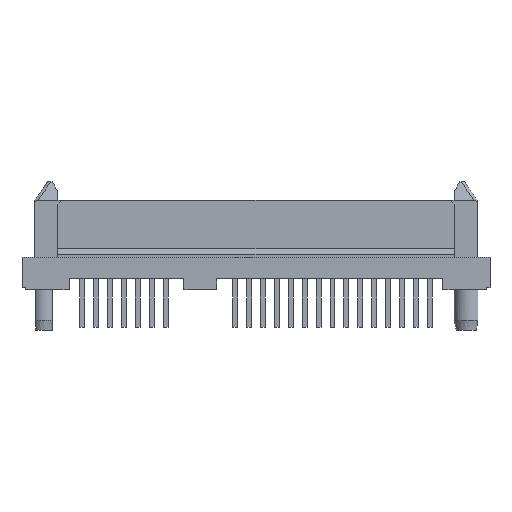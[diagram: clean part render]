
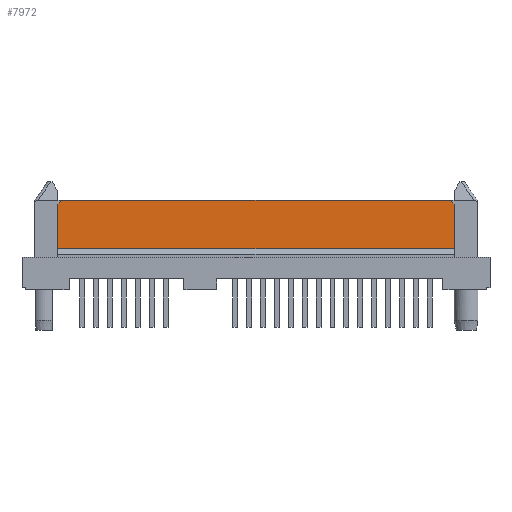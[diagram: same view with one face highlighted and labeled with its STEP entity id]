
A CAD part, top view. The second image highlights one B-rep face of the part: STEP entity #7972.
In plain terms, the highlighted planar face has unit normal (0, 0, 1).
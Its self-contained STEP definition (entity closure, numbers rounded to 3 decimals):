
#1354=DIRECTION('',(-0.707,0.707,0.));
#1355=VECTOR('',#1354,0.495);
#1356=CARTESIAN_POINT('',(18.095,7.8,1.75));
#1357=LINE('',#1356,#1355);
#1394=DIRECTION('',(0.,-1.,0.));
#1395=VECTOR('',#1394,4.05);
#1396=CARTESIAN_POINT('',(18.095,7.8,1.75));
#1397=LINE('',#1396,#1395);
#1438=DIRECTION('',(0.,-1.,0.));
#1439=VECTOR('',#1438,4.05);
#1440=CARTESIAN_POINT('',(-18.095,7.8,1.75));
#1441=LINE('',#1440,#1439);
#1482=DIRECTION('',(0.707,0.707,0.));
#1483=VECTOR('',#1482,0.495);
#1484=CARTESIAN_POINT('',(-18.095,7.8,1.75));
#1485=LINE('',#1484,#1483);
#1486=DIRECTION('',(1.,0.,0.));
#1487=VECTOR('',#1486,35.49);
#1488=CARTESIAN_POINT('',(-17.745,8.15,1.75));
#1489=LINE('',#1488,#1487);
#1490=DIRECTION('',(1.,0.,0.));
#1491=VECTOR('',#1490,36.19);
#1492=CARTESIAN_POINT('',(-18.095,3.75,1.75));
#1493=LINE('',#1492,#1491);
#4770=CARTESIAN_POINT('',(-18.095,3.75,1.75));
#4772=VERTEX_POINT('',#4770);
#4778=CARTESIAN_POINT('',(18.095,3.75,1.75));
#4780=VERTEX_POINT('',#4778);
#5231=CARTESIAN_POINT('',(18.095,7.8,1.75));
#5233=VERTEX_POINT('',#5231);
#5235=CARTESIAN_POINT('',(17.745,8.15,1.75));
#5237=VERTEX_POINT('',#5235);
#5255=CARTESIAN_POINT('',(-18.095,7.8,1.75));
#5257=VERTEX_POINT('',#5255);
#5259=CARTESIAN_POINT('',(-17.745,8.15,1.75));
#5261=VERTEX_POINT('',#5259);
#7958=CARTESIAN_POINT('',(-18.095,8.15,1.75));
#7959=DIRECTION('',(0.,0.,1.));
#7960=DIRECTION('',(0.,-1.,0.));
#7961=AXIS2_PLACEMENT_3D('',#7958,#7959,#7960);
#7962=PLANE('',#7961);
#7963=ORIENTED_EDGE('',*,*,#7898,.F.);
#7964=ORIENTED_EDGE('',*,*,#7953,.T.);
#7965=ORIENTED_EDGE('',*,*,#7561,.T.);
#7966=ORIENTED_EDGE('',*,*,#7801,.F.);
#7967=ORIENTED_EDGE('',*,*,#7837,.T.);
#7969=ORIENTED_EDGE('',*,*,#7968,.F.);
#7970=EDGE_LOOP('',(#7963,#7964,#7965,#7966,#7967,#7969));
#7971=FACE_OUTER_BOUND('',#7970,.F.);
#7972=ADVANCED_FACE('',(#7971),#7962,.T.);
#7561=EDGE_CURVE('',#5261,#5237,#1489,.T.);
#7801=EDGE_CURVE('',#5233,#5237,#1357,.T.);
#7837=EDGE_CURVE('',#5233,#4780,#1397,.T.);
#7898=EDGE_CURVE('',#5257,#4772,#1441,.T.);
#7953=EDGE_CURVE('',#5257,#5261,#1485,.T.);
#7968=EDGE_CURVE('',#4772,#4780,#1493,.T.);
